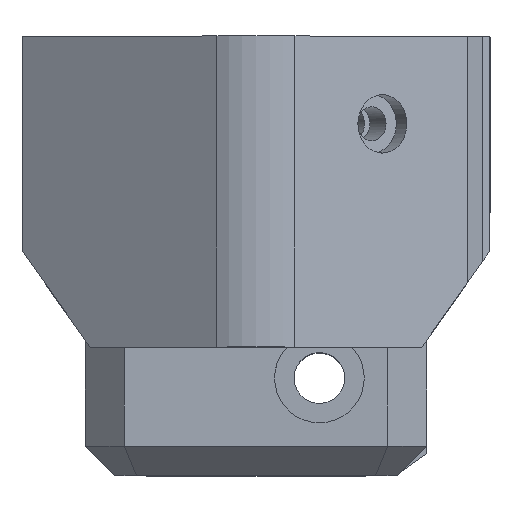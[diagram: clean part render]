
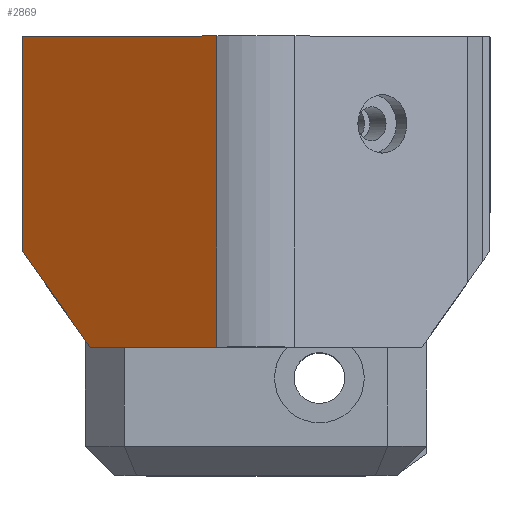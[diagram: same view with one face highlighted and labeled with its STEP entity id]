
A CAD part, top view. The second image highlights one B-rep face of the part: STEP entity #2869.
In plain terms, the highlighted planar face has unit normal (-0.546, 0, 0.838).
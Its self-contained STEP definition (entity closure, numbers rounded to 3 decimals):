
#210=FACE_OUTER_BOUND('',#373,.T.);
#373=EDGE_LOOP('',(#2003,#2004,#2005,#2006,#2007));
#597=LINE('',#4165,#923);
#633=LINE('',#4248,#959);
#635=LINE('',#4255,#961);
#636=LINE('',#4257,#962);
#637=LINE('',#4258,#963);
#923=VECTOR('',#3316,1.);
#959=VECTOR('',#3382,1.);
#961=VECTOR('',#3390,1.);
#962=VECTOR('',#3391,1.);
#963=VECTOR('',#3392,1.);
#1248=VERTEX_POINT('',#4162);
#1249=VERTEX_POINT('',#4164);
#1280=VERTEX_POINT('',#4246);
#1281=VERTEX_POINT('',#4247);
#1284=VERTEX_POINT('',#4256);
#1525=EDGE_CURVE('',#1248,#1249,#597,.T.);
#1565=EDGE_CURVE('',#1280,#1281,#633,.T.);
#1569=EDGE_CURVE('',#1249,#1281,#635,.T.);
#1570=EDGE_CURVE('',#1248,#1284,#636,.T.);
#1571=EDGE_CURVE('',#1280,#1284,#637,.T.);
#2003=ORIENTED_EDGE('',*,*,#1565,.T.);
#2004=ORIENTED_EDGE('',*,*,#1569,.F.);
#2005=ORIENTED_EDGE('',*,*,#1525,.F.);
#2006=ORIENTED_EDGE('',*,*,#1570,.T.);
#2007=ORIENTED_EDGE('',*,*,#1571,.F.);
#2750=PLANE('',#3047);
#2869=ADVANCED_FACE('',(#210),#2750,.T.);
#3047=AXIS2_PLACEMENT_3D('',#4254,#3388,#3389);
#3316=DIRECTION('',(0.,1.,0.));
#3382=DIRECTION('',(0.,1.,0.));
#3388=DIRECTION('center_axis',(-0.546,0.,
0.838));
#3389=DIRECTION('ref_axis',(0.838,0.,0.546));
#3390=DIRECTION('',(0.838,0.,0.546));
#3391=DIRECTION('',(0.54,-0.764,0.352));
#3392=DIRECTION('',(-0.838,0.,-0.546));
#4162=CARTESIAN_POINT('',(-43.,-204.001,63.));
#4164=CARTESIAN_POINT('',(-43.,-182.,63.));
#4165=CARTESIAN_POINT('',(-43.,-193.,63.));
#4246=CARTESIAN_POINT('',(-23.,-213.9,76.028));
#4247=CARTESIAN_POINT('',(-23.,-182.,76.028));
#4248=CARTESIAN_POINT('',(-23.,-198.5,76.028));
#4254=CARTESIAN_POINT('Origin',(-43.,-200.,63.));
#4255=CARTESIAN_POINT('',(-33.,-182.,69.514));
#4256=CARTESIAN_POINT('',(-36.,-213.9,67.56));
#4257=CARTESIAN_POINT('',(-39.5,-208.95,65.28));
#4258=CARTESIAN_POINT('',(-29.5,-213.9,71.794));
